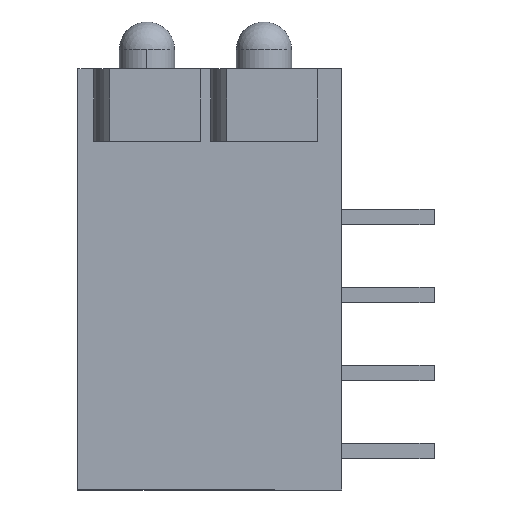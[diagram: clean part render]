
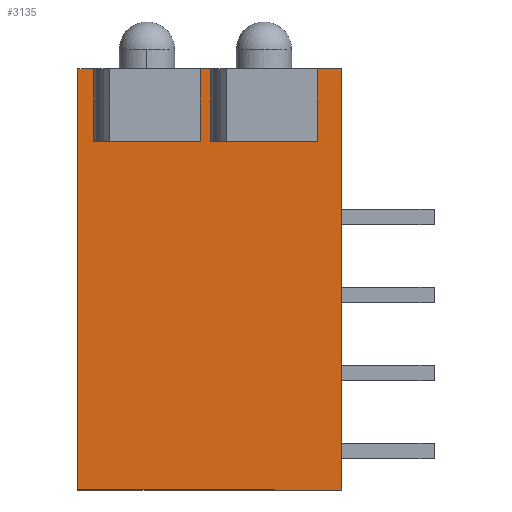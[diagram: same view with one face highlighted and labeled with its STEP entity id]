
A CAD part, left-side view. The second image highlights one B-rep face of the part: STEP entity #3135.
In plain terms, the highlighted planar face has unit normal (-1, 0, 0).
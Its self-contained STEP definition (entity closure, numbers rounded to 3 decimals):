
#3135 = ADVANCED_FACE ( 'NONE', ( #6065 ), #6268, .F. ) ;
#3223 = ORIENTED_EDGE ( 'NONE', *, *, #11867, .T. ) ;
#3231 = ORIENTED_EDGE ( 'NONE', *, *, #11868, .F. ) ;
#3233 = ORIENTED_EDGE ( 'NONE', *, *, #11866, .F. ) ;
#3236 = ORIENTED_EDGE ( 'NONE', *, *, #11869, .F. ) ;
#3240 = ORIENTED_EDGE ( 'NONE', *, *, #11870, .T. ) ;
#3245 = ORIENTED_EDGE ( 'NONE', *, *, #11871, .F. ) ;
#3249 = ORIENTED_EDGE ( 'NONE', *, *, #11842, .T. ) ;
#3253 = ORIENTED_EDGE ( 'NONE', *, *, #11872, .F. ) ;
#3256 = ORIENTED_EDGE ( 'NONE', *, *, #11851, .T. ) ;
#3262 = ORIENTED_EDGE ( 'NONE', *, *, #11855, .F. ) ;
#3265 = ORIENTED_EDGE ( 'NONE', *, *, #11873, .F. ) ;
#3270 = ORIENTED_EDGE ( 'NONE', *, *, #11874, .F. ) ;
#6065 = FACE_OUTER_BOUND ( 'NONE', #8257, .T. ) ;
#6068 = AXIS2_PLACEMENT_3D ( 'NONE', #6269, #6270, #6271 ) ;
#6268 = PLANE ( 'NONE',  #6068 ) ;
#6269 = CARTESIAN_POINT ( 'NONE',  ( -1.25, 0.117, -12.99 ) ) ;
#6270 = DIRECTION ( 'NONE',  ( 1., 0., 0. ) ) ;
#6271 = DIRECTION ( 'NONE',  ( 0., 0., -1. ) ) ;
#7949 = CARTESIAN_POINT ( 'NONE',  ( -1.25, 4.3, -6.86 ) ) ;
#7950 = CARTESIAN_POINT ( 'NONE',  ( -1.25, 4.3, 6.86 ) ) ;
#7955 = CARTESIAN_POINT ( 'NONE',  ( -1.25, -4.3, -6.86 ) ) ;
#7957 = CARTESIAN_POINT ( 'NONE',  ( -1.25, -3.5, 6.86 ) ) ;
#7958 = CARTESIAN_POINT ( 'NONE',  ( -1.25, -4.3, 6.86 ) ) ;
#7967 = CARTESIAN_POINT ( 'NONE',  ( -1.25, -0.02, 4.49 ) ) ;
#7968 = CARTESIAN_POINT ( 'NONE',  ( -1.25, -0.02, 6.86 ) ) ;
#7969 = CARTESIAN_POINT ( 'NONE',  ( -1.25, 0.31, 6.86 ) ) ;
#7970 = CARTESIAN_POINT ( 'NONE',  ( -1.25, 0.31, 4.49 ) ) ;
#7971 = CARTESIAN_POINT ( 'NONE',  ( -1.25, 3.79, 4.49 ) ) ;
#7972 = CARTESIAN_POINT ( 'NONE',  ( -1.25, 3.79, 6.86 ) ) ;
#7973 = CARTESIAN_POINT ( 'NONE',  ( -1.25, -3.5, 4.49 ) ) ;
#8257 = EDGE_LOOP ( 'NONE', ( #3223, #3233, #3231, #3236, #3240, #3245, #3249, #3256, #3253, #3262, #3265, #3270 ) ) ;
#9317 = VERTEX_POINT ( 'NONE', #7949 ) ;
#9318 = VERTEX_POINT ( 'NONE', #7950 ) ;
#9325 = VERTEX_POINT ( 'NONE', #7955 ) ;
#9328 = VERTEX_POINT ( 'NONE', #7957 ) ;
#9329 = VERTEX_POINT ( 'NONE', #7958 ) ;
#9342 = VERTEX_POINT ( 'NONE', #7967 ) ;
#9343 = VERTEX_POINT ( 'NONE', #7968 ) ;
#9344 = VERTEX_POINT ( 'NONE', #7969 ) ;
#9345 = VERTEX_POINT ( 'NONE', #7970 ) ;
#9347 = VERTEX_POINT ( 'NONE', #7971 ) ;
#9348 = VERTEX_POINT ( 'NONE', #7972 ) ;
#9349 = VERTEX_POINT ( 'NONE', #7973 ) ;
#10018 = LINE ( 'NONE', #10019, #10595 ) ;
#10019 = CARTESIAN_POINT ( 'NONE',  ( -1.25, 4.3, -12.99 ) ) ;
#10020 = DIRECTION ( 'NONE',  ( 0., 0., -1. ) ) ;
#10045 = LINE ( 'NONE', #10046, #10604 ) ;
#10046 = CARTESIAN_POINT ( 'NONE',  ( -1.25, 0.117, -6.86 ) ) ;
#10047 = DIRECTION ( 'NONE',  ( 0., -1., 0. ) ) ;
#10057 = LINE ( 'NONE', #10058, #10608 ) ;
#10058 = CARTESIAN_POINT ( 'NONE',  ( -1.25, 0.117, 6.86 ) ) ;
#10059 = DIRECTION ( 'NONE',  ( 0., -1., 0. ) ) ;
#10090 = LINE ( 'NONE', #10091, #10619 ) ;
#10091 = CARTESIAN_POINT ( 'NONE',  ( -1.25, 0.117, 6.86 ) ) ;
#10092 = DIRECTION ( 'NONE',  ( 0., -1., 0. ) ) ;
#10093 = LINE ( 'NONE', #10094, #10620 ) ;
#10094 = CARTESIAN_POINT ( 'NONE',  ( -1.25, -0.02, 4.49 ) ) ;
#10095 = DIRECTION ( 'NONE',  ( 0., 0., 1. ) ) ;
#10096 = LINE ( 'NONE', #10097, #10621 ) ;
#10097 = CARTESIAN_POINT ( 'NONE',  ( -1.25, 0.31, 4.49 ) ) ;
#10098 = DIRECTION ( 'NONE',  ( 0., 0., 1. ) ) ;
#10099 = LINE ( 'NONE', #10100, #10622 ) ;
#10100 = CARTESIAN_POINT ( 'NONE',  ( -1.25, -7.108, 4.49 ) ) ;
#10101 = DIRECTION ( 'NONE',  ( 0., -1., 0. ) ) ;
#10102 = LINE ( 'NONE', #10103, #10623 ) ;
#10103 = CARTESIAN_POINT ( 'NONE',  ( -1.25, 3.79, 4.49 ) ) ;
#10104 = DIRECTION ( 'NONE',  ( 0., 0., 1. ) ) ;
#10105 = LINE ( 'NONE', #10106, #10624 ) ;
#10106 = CARTESIAN_POINT ( 'NONE',  ( -1.25, 0.117, 6.86 ) ) ;
#10107 = DIRECTION ( 'NONE',  ( 0., -1., 0. ) ) ;
#10108 = LINE ( 'NONE', #10109, #10625 ) ;
#10109 = CARTESIAN_POINT ( 'NONE',  ( -1.25, -4.3, -12.99 ) ) ;
#10110 = DIRECTION ( 'NONE',  ( 0., 0., -1. ) ) ;
#10111 = LINE ( 'NONE', #10112, #10626 ) ;
#10112 = CARTESIAN_POINT ( 'NONE',  ( -1.25, -3.5, 4.49 ) ) ;
#10113 = DIRECTION ( 'NONE',  ( 0., 0., 1. ) ) ;
#10114 = LINE ( 'NONE', #10115, #10627 ) ;
#10115 = CARTESIAN_POINT ( 'NONE',  ( -1.25, -0.02, 4.49 ) ) ;
#10116 = DIRECTION ( 'NONE',  ( 0., -1., 0. ) ) ;
#10595 = VECTOR ( 'NONE', #10020, 1000. ) ;
#10604 = VECTOR ( 'NONE', #10047, 1000. ) ;
#10608 = VECTOR ( 'NONE', #10059, 1000. ) ;
#10619 = VECTOR ( 'NONE', #10092, 1000. ) ;
#10620 = VECTOR ( 'NONE', #10095, 1000. ) ;
#10621 = VECTOR ( 'NONE', #10098, 1000. ) ;
#10622 = VECTOR ( 'NONE', #10101, 1000. ) ;
#10623 = VECTOR ( 'NONE', #10104, 1000. ) ;
#10624 = VECTOR ( 'NONE', #10107, 1000. ) ;
#10625 = VECTOR ( 'NONE', #10110, 1000. ) ;
#10626 = VECTOR ( 'NONE', #10113, 1000. ) ;
#10627 = VECTOR ( 'NONE', #10116, 1000. ) ;
#11842 = EDGE_CURVE ( 'NONE', #9318, #9317, #10018, .T. ) ;
#11851 = EDGE_CURVE ( 'NONE', #9317, #9325, #10045, .T. ) ;
#11855 = EDGE_CURVE ( 'NONE', #9328, #9329, #10057, .T. ) ;
#11866 = EDGE_CURVE ( 'NONE', #9344, #9343, #10090, .T. ) ;
#11867 = EDGE_CURVE ( 'NONE', #9342, #9343, #10093, .T. ) ;
#11868 = EDGE_CURVE ( 'NONE', #9345, #9344, #10096, .T. ) ;
#11869 = EDGE_CURVE ( 'NONE', #9347, #9345, #10099, .T. ) ;
#11870 = EDGE_CURVE ( 'NONE', #9347, #9348, #10102, .T. ) ;
#11871 = EDGE_CURVE ( 'NONE', #9318, #9348, #10105, .T. ) ;
#11872 = EDGE_CURVE ( 'NONE', #9329, #9325, #10108, .T. ) ;
#11873 = EDGE_CURVE ( 'NONE', #9349, #9328, #10111, .T. ) ;
#11874 = EDGE_CURVE ( 'NONE', #9342, #9349, #10114, .T. ) ;
